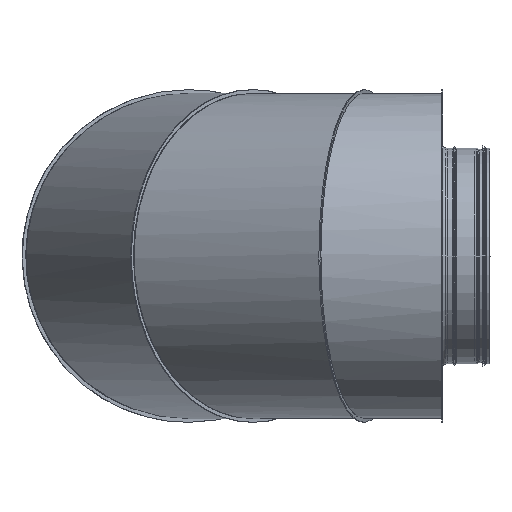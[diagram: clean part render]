
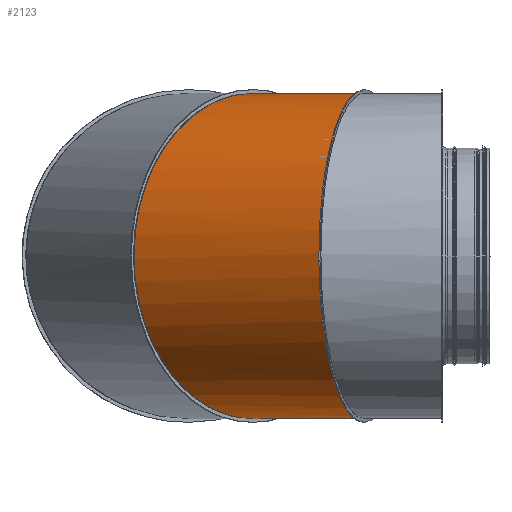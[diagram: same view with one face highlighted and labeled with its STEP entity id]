
A CAD part, left-side view. The second image highlights one B-rep face of the part: STEP entity #2123.
In plain terms, the highlighted cylindrical face has radius 300.7 mm (diameter 601.4 mm), a full revolution.
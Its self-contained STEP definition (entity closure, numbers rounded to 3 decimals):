
#74=ELLIPSE('',#2344,311.259,300.7);
#77=ELLIPSE('',#2401,2344.206,300.7);
#79=ELLIPSE('',#2403,2344.206,300.7);
#80=ELLIPSE('',#2405,311.308,300.7);
#81=ELLIPSE('',#2408,311.308,300.7);
#85=ELLIPSE('',#2412,2344.392,300.7);
#90=ELLIPSE('',#2417,311.259,300.7);
#94=ELLIPSE('',#2421,311.259,300.7);
#96=ELLIPSE('',#2424,2344.392,300.7);
#210=CYLINDRICAL_SURFACE('',#2436,300.7);
#408=FACE_BOUND('',#870,.T.);
#583=FACE_OUTER_BOUND('',#869,.T.);
#869=EDGE_LOOP('',(#1859,#1860,#1861,#1862));
#870=EDGE_LOOP('',(#1863,#1864,#1865,#1866,#1867));
#1105=VERTEX_POINT('',#3368);
#1107=VERTEX_POINT('',#3372);
#1196=VERTEX_POINT('',#4836);
#1197=VERTEX_POINT('',#4838);
#1202=VERTEX_POINT('',#5646);
#1203=VERTEX_POINT('',#5647);
#1206=VERTEX_POINT('',#5660);
#1209=VERTEX_POINT('',#5680);
#1212=VERTEX_POINT('',#5696);
#1370=EDGE_CURVE('',#1107,#1105,#74,.T.);
#1401=EDGE_CURVE('',#1196,#1107,#77,.T.);
#1403=EDGE_CURVE('',#1105,#1197,#79,.T.);
#1405=EDGE_CURVE('',#1197,#1196,#80,.T.);
#1410=EDGE_CURVE('',#1202,#1203,#81,.T.);
#1414=EDGE_CURVE('',#1206,#1202,#85,.T.);
#1422=EDGE_CURVE('',#1212,#1206,#90,.T.);
#1426=EDGE_CURVE('',#1209,#1212,#94,.T.);
#1433=EDGE_CURVE('',#1203,#1209,#96,.T.);
#1859=ORIENTED_EDGE('',*,*,#1401,.T.);
#1860=ORIENTED_EDGE('',*,*,#1370,.T.);
#1861=ORIENTED_EDGE('',*,*,#1403,.T.);
#1862=ORIENTED_EDGE('',*,*,#1405,.T.);
#1863=ORIENTED_EDGE('',*,*,#1433,.T.);
#1864=ORIENTED_EDGE('',*,*,#1426,.T.);
#1865=ORIENTED_EDGE('',*,*,#1422,.T.);
#1866=ORIENTED_EDGE('',*,*,#1414,.T.);
#1867=ORIENTED_EDGE('',*,*,#1410,.T.);
#2123=ADVANCED_FACE('',(#583,#408),#210,.T.);
#2344=AXIS2_PLACEMENT_3D('',#4583,#2863,#2864);
#2401=AXIS2_PLACEMENT_3D('',#4837,#2977,#2978);
#2403=AXIS2_PLACEMENT_3D('',#4840,#2981,#2982);
#2405=AXIS2_PLACEMENT_3D('',#5003,#2985,#2986);
#2408=AXIS2_PLACEMENT_3D('',#5648,#2992,#2993);
#2412=AXIS2_PLACEMENT_3D('',#5661,#3000,#3001);
#2417=AXIS2_PLACEMENT_3D('',#5697,#3013,#3014);
#2421=AXIS2_PLACEMENT_3D('',#5701,#3021,#3022);
#2424=AXIS2_PLACEMENT_3D('',#6193,#3030,#3031);
#2436=AXIS2_PLACEMENT_3D('',#6281,#3056,#3057);
#2863=DIRECTION('center_axis',(-0.707,-0.708,0.));
#2864=DIRECTION('ref_axis',(-0.708,0.707,0.));
#2977=DIRECTION('center_axis',(-0.795,0.607,0.));
#2978=DIRECTION('ref_axis',(-0.607,-0.795,0.));
#2981=DIRECTION('center_axis',(-0.795,0.607,0.));
#2982=DIRECTION('ref_axis',(-0.607,-0.795,0.));
#2985=DIRECTION('center_axis',(-0.707,-0.707,0.));
#2986=DIRECTION('ref_axis',(-0.707,0.707,0.));
#2992=DIRECTION('center_axis',(0.259,0.966,0.));
#2993=DIRECTION('ref_axis',(-0.966,0.259,0.));
#3000=DIRECTION('center_axis',(-0.923,0.385,0.));
#3001=DIRECTION('ref_axis',(-0.385,-0.923,0.));
#3013=DIRECTION('center_axis',(0.259,0.966,0.));
#3014=DIRECTION('ref_axis',(-0.966,0.259,0.));
#3021=DIRECTION('center_axis',(0.259,0.966,0.));
#3022=DIRECTION('ref_axis',(-0.966,0.259,0.));
#3030=DIRECTION('center_axis',(-0.923,0.385,0.));
#3031=DIRECTION('ref_axis',(-0.385,-0.923,0.));
#3056=DIRECTION('center_axis',(0.5,0.866,0.));
#3057=DIRECTION('ref_axis',(-0.866,0.5,0.));
#3368=CARTESIAN_POINT('',(-324.665,324.665,-300.7));
#3372=CARTESIAN_POINT('',(-324.665,324.665,300.7));
#4583=CARTESIAN_POINT('Origin',(-324.665,324.665,0.));
#4836=CARTESIAN_POINT('',(-325.308,323.823,300.7));
#4837=CARTESIAN_POINT('Origin',(-324.665,324.665,0.));
#4838=CARTESIAN_POINT('',(-325.308,323.823,-300.7));
#4840=CARTESIAN_POINT('Origin',(-324.665,324.665,0.));
#5003=CARTESIAN_POINT('Origin',(-325.208,323.723,0.));
#5646=CARTESIAN_POINT('',(-443.092,119.813,300.7));
#5647=CARTESIAN_POINT('',(-443.092,119.813,-300.7));
#5648=CARTESIAN_POINT('Origin',(-442.956,119.777,0.));
#5660=CARTESIAN_POINT('',(-443.5,118.835,300.7));
#5661=CARTESIAN_POINT('Origin',(-443.5,118.835,0.));
#5680=CARTESIAN_POINT('',(-443.5,118.835,-300.7));
#5696=CARTESIAN_POINT('',(-443.5,118.835,300.7));
#5697=CARTESIAN_POINT('Origin',(-443.5,118.835,0.));
#5701=CARTESIAN_POINT('Origin',(-443.5,118.835,0.));
#6193=CARTESIAN_POINT('Origin',(-443.5,118.835,0.));
#6281=CARTESIAN_POINT('Origin',(-443.5,118.835,0.));
